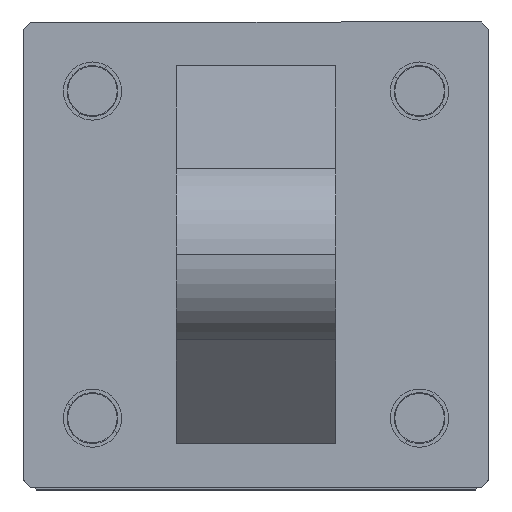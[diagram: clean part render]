
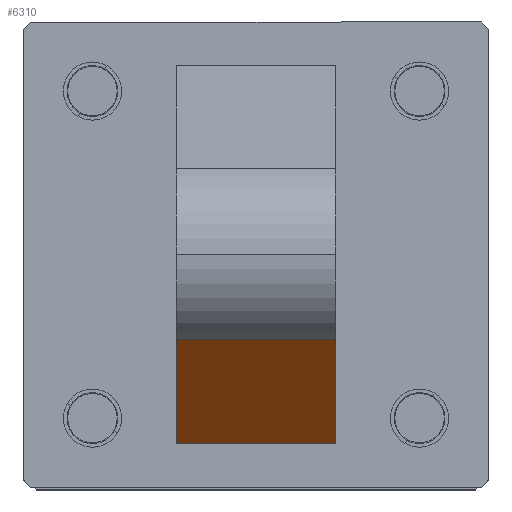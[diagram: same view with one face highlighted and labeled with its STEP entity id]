
A CAD part, top view. The second image highlights one B-rep face of the part: STEP entity #6310.
In plain terms, the highlighted planar face has unit normal (0, -0.906, 0.423).
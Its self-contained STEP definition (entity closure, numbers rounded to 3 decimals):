
#333 = CARTESIAN_POINT ( 'NONE',  ( 11., -11.782, 41.494 ) ) ;
#339 = PLANE ( 'NONE',  #918 ) ;
#342 = DIRECTION ( 'NONE',  ( 0., 0.906, -0.423 ) ) ;
#343 = DIRECTION ( 'NONE',  ( 0., 0.423, 0.906 ) ) ;
#918 = AXIS2_PLACEMENT_3D ( 'NONE', #333, #342, #343 ) ;
#1189 = FACE_OUTER_BOUND ( 'NONE', #4674, .T. ) ;
#1308 = LINE ( 'NONE', #1895, #1311 ) ;
#1311 = VECTOR ( 'NONE', #1896, 1000. ) ;
#1364 = LINE ( 'NONE', #1990, #1366 ) ;
#1366 = VECTOR ( 'NONE', #1984, 1000. ) ;
#1895 = CARTESIAN_POINT ( 'NONE',  ( 11., -26.002, 11. ) ) ;
#1896 = DIRECTION ( 'NONE',  ( -1., 0., 0. ) ) ;
#1984 = DIRECTION ( 'NONE',  ( -1., 0., 0. ) ) ;
#1990 = CARTESIAN_POINT ( 'NONE',  ( 11., -11.782, 41.494 ) ) ;
#2212 = CARTESIAN_POINT ( 'NONE',  ( 11., -26.002, 11. ) ) ;
#2216 = CARTESIAN_POINT ( 'NONE',  ( 11., -11.782, 41.494 ) ) ;
#2220 = CARTESIAN_POINT ( 'NONE',  ( -11., -11.782, 41.494 ) ) ;
#2245 = CARTESIAN_POINT ( 'NONE',  ( -11., -26.002, 11. ) ) ;
#2592 = EDGE_CURVE ( 'NONE', #6941, #6966, #5480, .T. ) ;
#2616 = EDGE_CURVE ( 'NONE', #6937, #6933, #5509, .T. ) ;
#3111 = ORIENTED_EDGE ( 'NONE', *, *, #2592, .T. ) ;
#3122 = ORIENTED_EDGE ( 'NONE', *, *, #2616, .F. ) ;
#3123 = ORIENTED_EDGE ( 'NONE', *, *, #6422, .T. ) ;
#3124 = ORIENTED_EDGE ( 'NONE', *, *, #6383, .F. ) ;
#4674 = EDGE_LOOP ( 'NONE', ( #3111, #3124, #3122, #3123 ) ) ;
#4997 = CARTESIAN_POINT ( 'NONE',  ( -11., -11.782, 41.494 ) ) ;
#5001 = DIRECTION ( 'NONE',  ( 0., -0.423, -0.906 ) ) ;
#5112 = CARTESIAN_POINT ( 'NONE',  ( 11., -11.782, 41.494 ) ) ;
#5121 = DIRECTION ( 'NONE',  ( 0., -0.423, -0.906 ) ) ;
#5480 = LINE ( 'NONE', #4997, #5485 ) ;
#5485 = VECTOR ( 'NONE', #5001, 1000. ) ;
#5509 = LINE ( 'NONE', #5112, #5517 ) ;
#5517 = VECTOR ( 'NONE', #5121, 1000. ) ;
#6310 = ADVANCED_FACE ( 'NONE', ( #1189 ), #339, .F. ) ;
#6383 = EDGE_CURVE ( 'NONE', #6933, #6966, #1308, .T. ) ;
#6422 = EDGE_CURVE ( 'NONE', #6937, #6941, #1364, .T. ) ;
#6933 = VERTEX_POINT ( 'NONE', #2212 ) ;
#6937 = VERTEX_POINT ( 'NONE', #2216 ) ;
#6941 = VERTEX_POINT ( 'NONE', #2220 ) ;
#6966 = VERTEX_POINT ( 'NONE', #2245 ) ;
